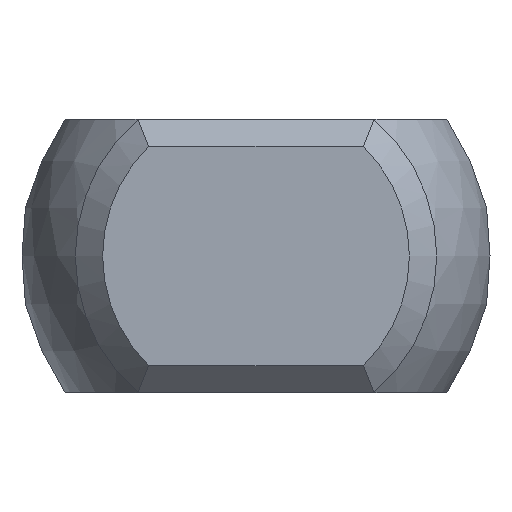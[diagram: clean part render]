
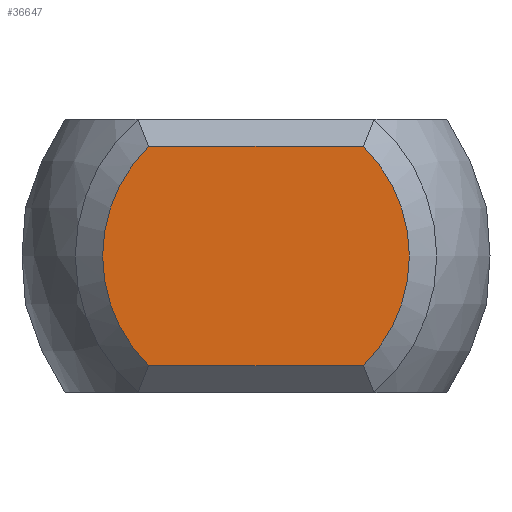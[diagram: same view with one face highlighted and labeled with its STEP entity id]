
A CAD part, left-side view. The second image highlights one B-rep face of the part: STEP entity #36647.
In plain terms, the highlighted planar face has unit normal (-1, 0, 0).
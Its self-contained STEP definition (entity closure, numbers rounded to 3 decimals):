
#35045 = PLANE('',#35046);
#35046 = AXIS2_PLACEMENT_3D('',#35047,#35048,#35049);
#35047 = CARTESIAN_POINT('',(-24.75,3.125,2.25));
#35048 = DIRECTION('',(-0.707,0.,0.707));
#35049 = DIRECTION('',(0.707,0.,0.707));
#36291 = EDGE_CURVE('',#36292,#36294,#36296,.T.);
#36292 = VERTEX_POINT('',#36293);
#36293 = CARTESIAN_POINT('',(-25.,-1.96,-2.));
#36294 = VERTEX_POINT('',#36295);
#36295 = CARTESIAN_POINT('',(-25.,1.96,-2.));
#36296 = SURFACE_CURVE('',#36297,(#36301,#36313),.PCURVE_S1.);
#36297 = LINE('',#36298,#36299);
#36298 = CARTESIAN_POINT('',(-25.,-3.125,-2.));
#36299 = VECTOR('',#36300,1.);
#36300 = DIRECTION('',(0.,1.,0.));
#36301 = PCURVE('',#36302,#36307);
#36302 = PLANE('',#36303);
#36303 = AXIS2_PLACEMENT_3D('',#36304,#36305,#36306);
#36304 = CARTESIAN_POINT('',(-24.75,-3.125,-2.25));
#36305 = DIRECTION('',(-0.707,0.,
    -0.707));
#36306 = DIRECTION('',(-0.707,0.,0.707));
#36307 = DEFINITIONAL_REPRESENTATION('',(#36308),#36312);
#36308 = LINE('',#36309,#36310);
#36309 = CARTESIAN_POINT('',(0.354,0.));
#36310 = VECTOR('',#36311,1.);
#36311 = DIRECTION('',(0.,1.));
#36312 = ( GEOMETRIC_REPRESENTATION_CONTEXT(2) 
PARAMETRIC_REPRESENTATION_CONTEXT() REPRESENTATION_CONTEXT('2D SPACE',''
  ) );
#36313 = PCURVE('',#36314,#36319);
#36314 = PLANE('',#36315);
#36315 = AXIS2_PLACEMENT_3D('',#36316,#36317,#36318);
#36316 = CARTESIAN_POINT('',(-25.,0.,0.));
#36317 = DIRECTION('',(1.,0.,0.));
#36318 = DIRECTION('',(0.,0.,-1.));
#36319 = DEFINITIONAL_REPRESENTATION('',(#36320),#36324);
#36320 = LINE('',#36321,#36322);
#36321 = CARTESIAN_POINT('',(2.,-3.125));
#36322 = VECTOR('',#36323,1.);
#36323 = DIRECTION('',(0.,1.));
#36324 = ( GEOMETRIC_REPRESENTATION_CONTEXT(2) 
PARAMETRIC_REPRESENTATION_CONTEXT() REPRESENTATION_CONTEXT('2D SPACE',''
  ) );
#36344 = CONICAL_SURFACE('',#36345,3.05,0.785);
#36345 = AXIS2_PLACEMENT_3D('',#36346,#36347,#36348);
#36346 = CARTESIAN_POINT('',(-24.75,0.,0.));
#36347 = DIRECTION('',(1.,0.,0.));
#36348 = DIRECTION('',(-0.,1.,0.));
#36394 = CONICAL_SURFACE('',#36395,3.05,0.785);
#36395 = AXIS2_PLACEMENT_3D('',#36396,#36397,#36398);
#36396 = CARTESIAN_POINT('',(-24.75,0.,0.));
#36397 = DIRECTION('',(1.,0.,0.));
#36398 = DIRECTION('',(0.,-1.,0.));
#36408 = EDGE_CURVE('',#36409,#36411,#36413,.T.);
#36409 = VERTEX_POINT('',#36410);
#36410 = CARTESIAN_POINT('',(-25.,1.96,2.));
#36411 = VERTEX_POINT('',#36412);
#36412 = CARTESIAN_POINT('',(-25.,-1.96,2.));
#36413 = SURFACE_CURVE('',#36414,(#36418,#36425),.PCURVE_S1.);
#36414 = LINE('',#36415,#36416);
#36415 = CARTESIAN_POINT('',(-25.,3.125,2.));
#36416 = VECTOR('',#36417,1.);
#36417 = DIRECTION('',(0.,-1.,0.));
#36418 = PCURVE('',#35045,#36419);
#36419 = DEFINITIONAL_REPRESENTATION('',(#36420),#36424);
#36420 = LINE('',#36421,#36422);
#36421 = CARTESIAN_POINT('',(-0.354,0.));
#36422 = VECTOR('',#36423,1.);
#36423 = DIRECTION('',(0.,-1.));
#36424 = ( GEOMETRIC_REPRESENTATION_CONTEXT(2) 
PARAMETRIC_REPRESENTATION_CONTEXT() REPRESENTATION_CONTEXT('2D SPACE',''
  ) );
#36425 = PCURVE('',#36314,#36426);
#36426 = DEFINITIONAL_REPRESENTATION('',(#36427),#36431);
#36427 = LINE('',#36428,#36429);
#36428 = CARTESIAN_POINT('',(-2.,3.125));
#36429 = VECTOR('',#36430,1.);
#36430 = DIRECTION('',(0.,-1.));
#36431 = ( GEOMETRIC_REPRESENTATION_CONTEXT(2) 
PARAMETRIC_REPRESENTATION_CONTEXT() REPRESENTATION_CONTEXT('2D SPACE',''
  ) );
#36504 = EDGE_CURVE('',#36411,#36292,#36505,.T.);
#36505 = SURFACE_CURVE('',#36506,(#36511,#36518),.PCURVE_S1.);
#36506 = CIRCLE('',#36507,2.8);
#36507 = AXIS2_PLACEMENT_3D('',#36508,#36509,#36510);
#36508 = CARTESIAN_POINT('',(-25.,0.,0.));
#36509 = DIRECTION('',(1.,0.,0.));
#36510 = DIRECTION('',(0.,-1.,0.));
#36511 = PCURVE('',#36394,#36512);
#36512 = DEFINITIONAL_REPRESENTATION('',(#36513),#36517);
#36513 = LINE('',#36514,#36515);
#36514 = CARTESIAN_POINT('',(-6.283,-0.25));
#36515 = VECTOR('',#36516,1.);
#36516 = DIRECTION('',(1.,0.));
#36517 = ( GEOMETRIC_REPRESENTATION_CONTEXT(2) 
PARAMETRIC_REPRESENTATION_CONTEXT() REPRESENTATION_CONTEXT('2D SPACE',''
  ) );
#36518 = PCURVE('',#36314,#36519);
#36519 = DEFINITIONAL_REPRESENTATION('',(#36520),#36524);
#36520 = CIRCLE('',#36521,2.8);
#36521 = AXIS2_PLACEMENT_2D('',#36522,#36523);
#36522 = CARTESIAN_POINT('',(0.,0.));
#36523 = DIRECTION('',(0.,-1.));
#36524 = ( GEOMETRIC_REPRESENTATION_CONTEXT(2) 
PARAMETRIC_REPRESENTATION_CONTEXT() REPRESENTATION_CONTEXT('2D SPACE',''
  ) );
#36530 = EDGE_CURVE('',#36294,#36409,#36531,.T.);
#36531 = SURFACE_CURVE('',#36532,(#36537,#36544),.PCURVE_S1.);
#36532 = CIRCLE('',#36533,2.8);
#36533 = AXIS2_PLACEMENT_3D('',#36534,#36535,#36536);
#36534 = CARTESIAN_POINT('',(-25.,0.,0.));
#36535 = DIRECTION('',(1.,0.,0.));
#36536 = DIRECTION('',(-0.,1.,0.));
#36537 = PCURVE('',#36344,#36538);
#36538 = DEFINITIONAL_REPRESENTATION('',(#36539),#36543);
#36539 = LINE('',#36540,#36541);
#36540 = CARTESIAN_POINT('',(0.,-0.25));
#36541 = VECTOR('',#36542,1.);
#36542 = DIRECTION('',(1.,0.));
#36543 = ( GEOMETRIC_REPRESENTATION_CONTEXT(2) 
PARAMETRIC_REPRESENTATION_CONTEXT() REPRESENTATION_CONTEXT('2D SPACE',''
  ) );
#36544 = PCURVE('',#36314,#36545);
#36545 = DEFINITIONAL_REPRESENTATION('',(#36546),#36550);
#36546 = CIRCLE('',#36547,2.8);
#36547 = AXIS2_PLACEMENT_2D('',#36548,#36549);
#36548 = CARTESIAN_POINT('',(0.,0.));
#36549 = DIRECTION('',(0.,1.));
#36550 = ( GEOMETRIC_REPRESENTATION_CONTEXT(2) 
PARAMETRIC_REPRESENTATION_CONTEXT() REPRESENTATION_CONTEXT('2D SPACE',''
  ) );
#36647 = ADVANCED_FACE('',(#36648),#36314,.F.);
#36648 = FACE_BOUND('',#36649,.T.);
#36649 = EDGE_LOOP('',(#36650,#36651,#36652,#36653));
#36650 = ORIENTED_EDGE('',*,*,#36408,.F.);
#36651 = ORIENTED_EDGE('',*,*,#36530,.F.);
#36652 = ORIENTED_EDGE('',*,*,#36291,.F.);
#36653 = ORIENTED_EDGE('',*,*,#36504,.F.);
